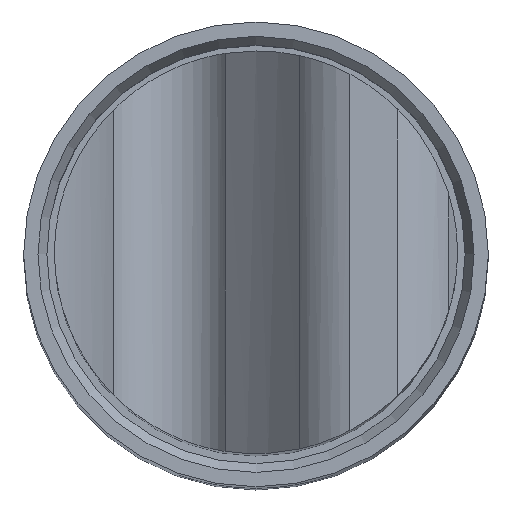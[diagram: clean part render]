
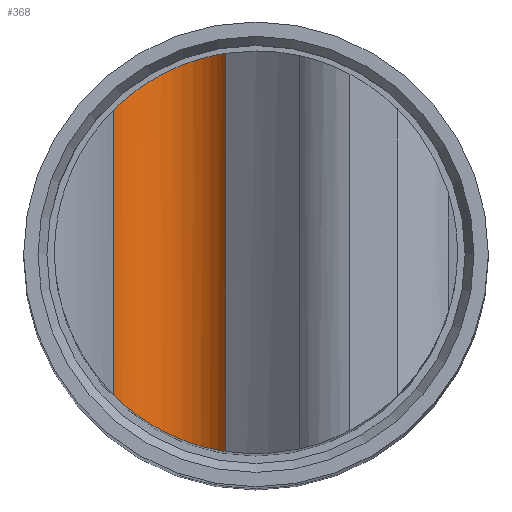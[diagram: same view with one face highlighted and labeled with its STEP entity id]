
A CAD part, top view. The second image highlights one B-rep face of the part: STEP entity #368.
In plain terms, the highlighted cylindrical face has radius 0.444 mm (diameter 0.888 mm), a partial arc.
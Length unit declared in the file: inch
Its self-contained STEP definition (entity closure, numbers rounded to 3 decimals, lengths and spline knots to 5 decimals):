
#25 = CARTESIAN_POINT ( 'NONE',  ( -0.05029, -0.36365, -0.00967 ) ) ;
#26 = CARTESIAN_POINT ( 'NONE',  ( -0.03616, -0.36614, -0.03622 ) ) ;
#41 = CARTESIAN_POINT ( 'NONE',  ( 0.04822, -0.35927, -0.01739 ) ) ;
#62 = CARTESIAN_POINT ( 'NONE',  ( -0.03616, -0.36614, -0.03622 ) ) ;
#69 = LINE ( 'NONE', #360, #374 ) ;
#87 = VECTOR ( 'NONE', #273, 39.37008 ) ;
#90 = CARTESIAN_POINT ( 'NONE',  ( 0.05057, -0.36614, -0.00787 ) ) ;
#94 = DIRECTION ( 'NONE',  ( 0., 1., 0. ) ) ;
#105 = CARTESIAN_POINT ( 'NONE',  ( 0.04275, -0.35985, -0.02828 ) ) ;
#114 = CARTESIAN_POINT ( 'NONE',  ( -0.04434, -0.35907, -0.02575 ) ) ;
#122 = ORIENTED_EDGE ( 'NONE', *, *, #427, .F. ) ;
#140 = CARTESIAN_POINT ( 'NONE',  ( 0.04435, -0.35907, -0.02573 ) ) ;
#147 = CARTESIAN_POINT ( 'NONE',  ( -0.05057, -0.36614, -0.00787 ) ) ;
#158 = CARTESIAN_POINT ( 'NONE',  ( -0.03772, -0.36399, -0.03467 ) ) ;
#161 = LINE ( 'NONE', #321, #87 ) ;
#171 = CARTESIAN_POINT ( 'NONE',  ( -0.04981, -0.36171, -0.01209 ) ) ;
#179 = CARTESIAN_POINT ( 'NONE',  ( 0.07874, -0.37637, -0.02205 ) ) ;
#191 = EDGE_CURVE ( 'NONE', #436, #488, #161, .T. ) ;
#205 = VERTEX_POINT ( 'NONE', #26 ) ;
#217 = CARTESIAN_POINT ( 'NONE',  ( -0.04708, -0.35877, -0.0203 ) ) ;
#222 = CARTESIAN_POINT ( 'NONE',  ( -0.03941, -0.36233, -0.03278 ) ) ;
#245 = ORIENTED_EDGE ( 'NONE', *, *, #604, .F. ) ;
#257 = EDGE_CURVE ( 'NONE', #425, #205, #69, .T. ) ;
#259 = ORIENTED_EDGE ( 'NONE', *, *, #257, .F. ) ;
#265 = AXIS2_PLACEMENT_3D ( 'NONE', #179, #376, #94 ) ;
#273 = DIRECTION ( 'NONE',  ( 1., 0., 0. ) ) ;
#287 = CARTESIAN_POINT ( 'NONE',  ( 0.03616, -0.36614, -0.03622 ) ) ;
#292 = FACE_OUTER_BOUND ( 'NONE', #572, .T. ) ;
#310 = CARTESIAN_POINT ( 'NONE',  ( 0.03944, -0.36231, -0.03273 ) ) ;
#321 = CARTESIAN_POINT ( 'NONE',  ( 0.07874, -0.36614, -0.00787 ) ) ;
#360 = CARTESIAN_POINT ( 'NONE',  ( 0.07874, -0.36614, -0.03622 ) ) ;
#368 = ADVANCED_FACE ( 'NONE', ( #292 ), #537, .F. ) ;
#374 = VECTOR ( 'NONE', #413, 39.37008 ) ;
#376 = DIRECTION ( 'NONE',  ( -1., 0., 0. ) ) ;
#413 = DIRECTION ( 'NONE',  ( -1., 0., 0. ) ) ;
#417 = CARTESIAN_POINT ( 'NONE',  ( -0.04275, -0.35984, -0.02827 ) ) ;
#422 = B_SPLINE_CURVE_WITH_KNOTS ( 'NONE', 3,
 ( #62, #158, #222, #417, #114, #217, #555, #171, #25, #470 ),
 .UNSPECIFIED., .F., .F.,
 ( 4, 2, 2, 2, 4 ),
 ( 0., 0.00023, 0.00046, 0.00069, 0.00092 ),
 .UNSPECIFIED. ) ;
#425 = VERTEX_POINT ( 'NONE', #287 ) ;
#427 = EDGE_CURVE ( 'NONE', #488, #425, #539, .T. ) ;
#436 = VERTEX_POINT ( 'NONE', #147 ) ;
#448 = CARTESIAN_POINT ( 'NONE',  ( 0.05057, -0.36614, -0.00787 ) ) ;
#470 = CARTESIAN_POINT ( 'NONE',  ( -0.05057, -0.36614, -0.00787 ) ) ;
#480 = CARTESIAN_POINT ( 'NONE',  ( 0.05029, -0.36366, -0.00967 ) ) ;
#484 = CARTESIAN_POINT ( 'NONE',  ( 0.04981, -0.36172, -0.01208 ) ) ;
#488 = VERTEX_POINT ( 'NONE', #448 ) ;
#491 = CARTESIAN_POINT ( 'NONE',  ( 0.03771, -0.364, -0.03467 ) ) ;
#537 = CYLINDRICAL_SURFACE ( 'NONE', #265, 0.01748 ) ;
#539 = B_SPLINE_CURVE_WITH_KNOTS ( 'NONE', 3,
 ( #90, #480, #484, #41, #585, #140, #105, #310, #491, #551 ),
 .UNSPECIFIED., .F., .F.,
 ( 4, 2, 2, 2, 4 ),
 ( 0., 0.00023, 0.00046, 0.00069, 0.00092 ),
 .UNSPECIFIED. ) ;
#551 = CARTESIAN_POINT ( 'NONE',  ( 0.03616, -0.36614, -0.03622 ) ) ;
#555 = CARTESIAN_POINT ( 'NONE',  ( -0.04821, -0.35927, -0.01741 ) ) ;
#572 = EDGE_LOOP ( 'NONE', ( #630, #245, #259, #122 ) ) ;
#585 = CARTESIAN_POINT ( 'NONE',  ( 0.04709, -0.35877, -0.02029 ) ) ;
#604 = EDGE_CURVE ( 'NONE', #205, #436, #422, .T. ) ;
#630 = ORIENTED_EDGE ( 'NONE', *, *, #191, .F. ) ;
